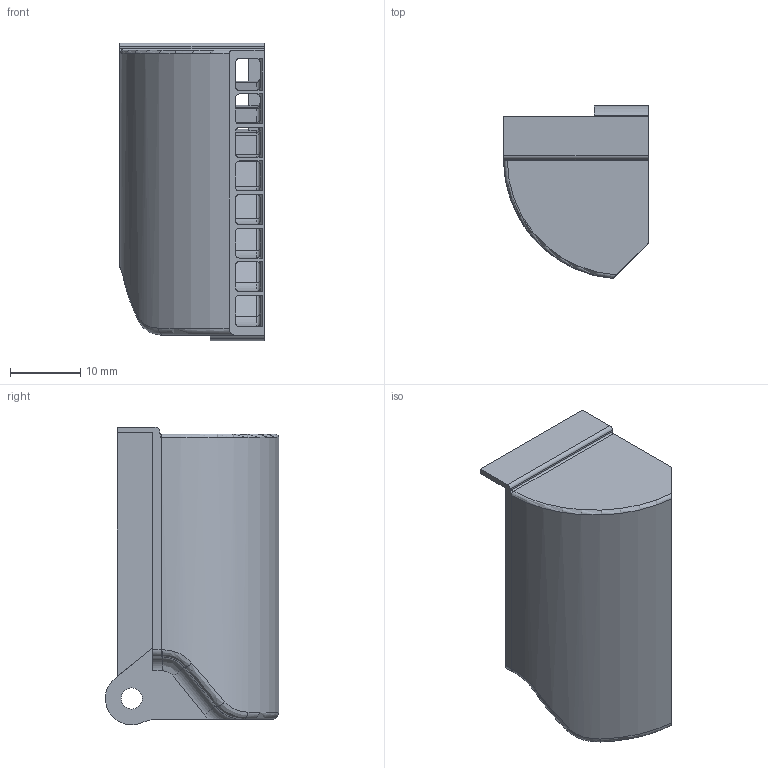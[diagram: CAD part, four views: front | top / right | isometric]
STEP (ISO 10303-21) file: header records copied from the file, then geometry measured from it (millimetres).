
FILE_DESCRIPTION(/* description */ (''),/* implementation_level */ '2;1');
FILE_NAME(/* name */ 'Blower Fan Duct (Volcano) [REV A].stp',/* time_stamp */ '2016-03-24T20:18:13-07:00',/* author */ (''),/* organization */ (''),/* preprocessor_version */ 'ST-DEVELOPER v16.2',/* originating_system */ 'Autodesk Translation Framework v4.3.0.3010',/* authorisation */ '');
FILE_SCHEMA (('AUTOMOTIVE_DESIGN { 1 0 10303 214 3 1 1 }'));
Length unit declared in the file: centimetre
Products named in the file (1): Blower Fan Duct (Volcano)
Bounding box: 20.6 x 24.69 x 42.39 mm (x, y, z)
Volume: 4228.4 mm3; surface area: 9160 mm2
Topology: 1 solids, 1 shells, 371 faces, 949 edges, 580 vertices
Faces by surface type: cylinder 126, plane 122, bspline 74, torus 49
Full cylindrical faces by diameter (mm): 3 x1
Entity records: 12966 total; most frequent: CARTESIAN_POINT 4151, ORIENTED_EDGE 1896, DIRECTION 1783, EDGE_CURVE 948, AXIS2_PLACEMENT_3D 672, VERTEX_POINT 580, LINE 439, VECTOR 439
